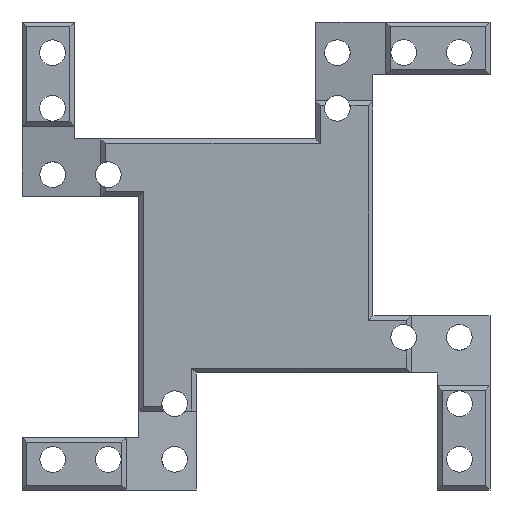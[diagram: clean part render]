
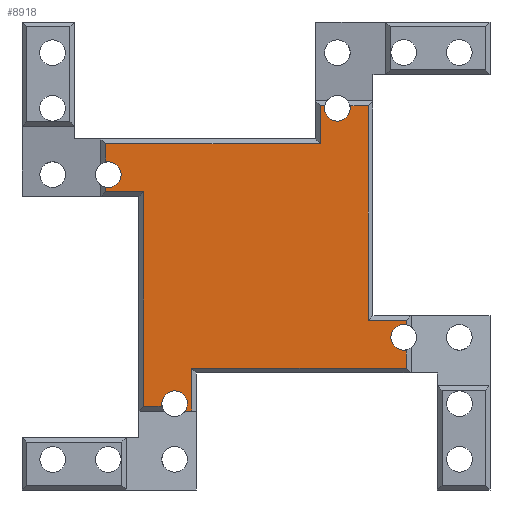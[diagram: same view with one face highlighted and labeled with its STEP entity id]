
A CAD part, front view. The second image highlights one B-rep face of the part: STEP entity #8918.
In plain terms, the highlighted planar face has unit normal (0, -1, 0).
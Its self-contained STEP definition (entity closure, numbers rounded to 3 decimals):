
#856=LINE('',#14796,#1781);
#859=LINE('',#14802,#1784);
#862=LINE('',#14808,#1787);
#864=LINE('',#14812,#1789);
#866=LINE('',#14822,#1791);
#867=LINE('',#14824,#1792);
#868=LINE('',#14826,#1793);
#869=LINE('',#14828,#1794);
#870=LINE('',#14834,#1795);
#871=LINE('',#14836,#1796);
#872=LINE('',#14838,#1797);
#873=LINE('',#14840,#1798);
#874=LINE('',#14846,#1799);
#875=LINE('',#14848,#1800);
#876=LINE('',#14850,#1801);
#877=LINE('',#14852,#1802);
#1781=VECTOR('',#10877,10.);
#1784=VECTOR('',#10882,10.);
#1787=VECTOR('',#10887,10.);
#1789=VECTOR('',#10891,10.);
#1791=VECTOR('',#10901,10.);
#1792=VECTOR('',#10902,10.);
#1793=VECTOR('',#10903,10.);
#1794=VECTOR('',#10904,10.);
#1795=VECTOR('',#10909,10.);
#1796=VECTOR('',#10910,10.);
#1797=VECTOR('',#10911,10.);
#1798=VECTOR('',#10912,10.);
#1799=VECTOR('',#10917,10.);
#1800=VECTOR('',#10918,10.);
#1801=VECTOR('',#10919,10.);
#1802=VECTOR('',#10920,10.);
#2498=PLANE('',#9443);
#2911=FACE_OUTER_BOUND('',#3448,.T.);
#3448=EDGE_LOOP('',(#7518,#7519,#7520,#7521,#7522,#7523,#7524,#7525,#7526,
#7527,#7528,#7529,#7530,#7531,#7532,#7533,#7534,#7535,#7536,#7537,#7538,
#7539,#7540,#7541));
#3817=CIRCLE('',#9444,2.2);
#3818=CIRCLE('',#9445,2.2);
#3819=CIRCLE('',#9446,2.2);
#3820=CIRCLE('',#9447,2.2);
#3821=CIRCLE('',#9448,2.2);
#3822=CIRCLE('',#9449,2.2);
#3823=CIRCLE('',#9450,2.2);
#3824=CIRCLE('',#9451,2.2);
#4452=VERTEX_POINT('',#14793);
#4453=VERTEX_POINT('',#14795);
#4455=VERTEX_POINT('',#14801);
#4457=VERTEX_POINT('',#14807);
#4458=VERTEX_POINT('',#14811);
#4460=VERTEX_POINT('',#14817);
#4461=VERTEX_POINT('',#14819);
#4462=VERTEX_POINT('',#14821);
#4463=VERTEX_POINT('',#14823);
#4464=VERTEX_POINT('',#14825);
#4465=VERTEX_POINT('',#14827);
#4466=VERTEX_POINT('',#14829);
#4467=VERTEX_POINT('',#14831);
#4468=VERTEX_POINT('',#14833);
#4469=VERTEX_POINT('',#14835);
#4470=VERTEX_POINT('',#14837);
#4471=VERTEX_POINT('',#14839);
#4472=VERTEX_POINT('',#14841);
#4473=VERTEX_POINT('',#14843);
#4474=VERTEX_POINT('',#14845);
#4475=VERTEX_POINT('',#14847);
#4476=VERTEX_POINT('',#14849);
#4477=VERTEX_POINT('',#14851);
#4478=VERTEX_POINT('',#14853);
#5542=EDGE_CURVE('',#4452,#4453,#856,.T.);
#5545=EDGE_CURVE('',#4453,#4455,#859,.T.);
#5548=EDGE_CURVE('',#4455,#4457,#862,.T.);
#5550=EDGE_CURVE('',#4457,#4458,#864,.T.);
#5553=EDGE_CURVE('',#4452,#4460,#3817,.T.);
#5554=EDGE_CURVE('',#4460,#4461,#3818,.T.);
#5555=EDGE_CURVE('',#4461,#4462,#866,.T.);
#5556=EDGE_CURVE('',#4463,#4462,#867,.T.);
#5557=EDGE_CURVE('',#4464,#4463,#868,.T.);
#5558=EDGE_CURVE('',#4465,#4464,#869,.T.);
#5559=EDGE_CURVE('',#4465,#4466,#3819,.T.);
#5560=EDGE_CURVE('',#4466,#4467,#3820,.T.);
#5561=EDGE_CURVE('',#4468,#4467,#870,.T.);
#5562=EDGE_CURVE('',#4469,#4468,#871,.T.);
#5563=EDGE_CURVE('',#4470,#4469,#872,.T.);
#5564=EDGE_CURVE('',#4471,#4470,#873,.T.);
#5565=EDGE_CURVE('',#4471,#4472,#3821,.T.);
#5566=EDGE_CURVE('',#4472,#4473,#3822,.T.);
#5567=EDGE_CURVE('',#4474,#4473,#874,.T.);
#5568=EDGE_CURVE('',#4475,#4474,#875,.T.);
#5569=EDGE_CURVE('',#4476,#4475,#876,.T.);
#5570=EDGE_CURVE('',#4477,#4476,#877,.T.);
#5571=EDGE_CURVE('',#4477,#4478,#3823,.T.);
#5572=EDGE_CURVE('',#4478,#4458,#3824,.T.);
#7518=ORIENTED_EDGE('',*,*,#5550,.F.);
#7519=ORIENTED_EDGE('',*,*,#5548,.F.);
#7520=ORIENTED_EDGE('',*,*,#5545,.F.);
#7521=ORIENTED_EDGE('',*,*,#5542,.F.);
#7522=ORIENTED_EDGE('',*,*,#5553,.T.);
#7523=ORIENTED_EDGE('',*,*,#5554,.T.);
#7524=ORIENTED_EDGE('',*,*,#5555,.T.);
#7525=ORIENTED_EDGE('',*,*,#5556,.F.);
#7526=ORIENTED_EDGE('',*,*,#5557,.F.);
#7527=ORIENTED_EDGE('',*,*,#5558,.F.);
#7528=ORIENTED_EDGE('',*,*,#5559,.T.);
#7529=ORIENTED_EDGE('',*,*,#5560,.T.);
#7530=ORIENTED_EDGE('',*,*,#5561,.F.);
#7531=ORIENTED_EDGE('',*,*,#5562,.F.);
#7532=ORIENTED_EDGE('',*,*,#5563,.F.);
#7533=ORIENTED_EDGE('',*,*,#5564,.F.);
#7534=ORIENTED_EDGE('',*,*,#5565,.T.);
#7535=ORIENTED_EDGE('',*,*,#5566,.T.);
#7536=ORIENTED_EDGE('',*,*,#5567,.F.);
#7537=ORIENTED_EDGE('',*,*,#5568,.F.);
#7538=ORIENTED_EDGE('',*,*,#5569,.F.);
#7539=ORIENTED_EDGE('',*,*,#5570,.F.);
#7540=ORIENTED_EDGE('',*,*,#5571,.T.);
#7541=ORIENTED_EDGE('',*,*,#5572,.T.);
#8918=ADVANCED_FACE('',(#2911),#2498,.F.);
#9443=AXIS2_PLACEMENT_3D('',#14816,#10895,#10896);
#9444=AXIS2_PLACEMENT_3D('',#14818,#10897,#10898);
#9445=AXIS2_PLACEMENT_3D('',#14820,#10899,#10900);
#9446=AXIS2_PLACEMENT_3D('',#14830,#10905,#10906);
#9447=AXIS2_PLACEMENT_3D('',#14832,#10907,#10908);
#9448=AXIS2_PLACEMENT_3D('',#14842,#10913,#10914);
#9449=AXIS2_PLACEMENT_3D('',#14844,#10915,#10916);
#9450=AXIS2_PLACEMENT_3D('',#14854,#10921,#10922);
#9451=AXIS2_PLACEMENT_3D('',#14855,#10923,#10924);
#10877=DIRECTION('',(-1.,0.,0.));
#10882=DIRECTION('',(0.,0.,1.));
#10887=DIRECTION('',(-1.,0.,0.));
#10891=DIRECTION('',(0.,0.,1.));
#10895=DIRECTION('center_axis',(0.,1.,0.));
#10896=DIRECTION('ref_axis',(0.,0.,1.));
#10897=DIRECTION('center_axis',(0.,1.,0.));
#10898=DIRECTION('ref_axis',(-1.,0.,0.));
#10899=DIRECTION('center_axis',(0.,1.,0.));
#10900=DIRECTION('ref_axis',(-1.,0.,0.));
#10901=DIRECTION('',(1.,0.,0.));
#10902=DIRECTION('',(0.,0.,-1.));
#10903=DIRECTION('',(-1.,0.,0.));
#10904=DIRECTION('',(0.,0.,-1.));
#10905=DIRECTION('center_axis',(0.,1.,0.));
#10906=DIRECTION('ref_axis',(0.,0.,-1.));
#10907=DIRECTION('center_axis',(0.,1.,0.));
#10908=DIRECTION('ref_axis',(0.,0.,-1.));
#10909=DIRECTION('',(0.,0.,-1.));
#10910=DIRECTION('',(1.,0.,0.));
#10911=DIRECTION('',(0.,0.,-1.));
#10912=DIRECTION('',(1.,0.,0.));
#10913=DIRECTION('center_axis',(0.,1.,0.));
#10914=DIRECTION('ref_axis',(1.,0.,0.));
#10915=DIRECTION('center_axis',(0.,1.,0.));
#10916=DIRECTION('ref_axis',(1.,0.,0.));
#10917=DIRECTION('',(1.,0.,0.));
#10918=DIRECTION('',(0.,0.,1.));
#10919=DIRECTION('',(1.,0.,0.));
#10920=DIRECTION('',(0.,0.,1.));
#10921=DIRECTION('center_axis',(0.,1.,0.));
#10922=DIRECTION('ref_axis',(0.,0.,1.));
#10923=DIRECTION('center_axis',(0.,1.,0.));
#10924=DIRECTION('ref_axis',(0.,0.,1.));
#14793=CARTESIAN_POINT('',(-16.053,-105.,-25.7));
#14795=CARTESIAN_POINT('',(-19.2,-105.,-25.7));
#14796=CARTESIAN_POINT('',(-11.075,-105.,-25.7));
#14801=CARTESIAN_POINT('',(-19.2,-105.,11.));
#14802=CARTESIAN_POINT('',(-19.2,-105.,-10.));
#14807=CARTESIAN_POINT('',(-25.7,-105.,11.));
#14808=CARTESIAN_POINT('',(-10.,-105.,11.));
#14811=CARTESIAN_POINT('',(-25.7,-105.,11.747));
#14812=CARTESIAN_POINT('',(-25.7,-105.,6.95));
#14816=CARTESIAN_POINT('Origin',(0.,-105.,0.));
#14817=CARTESIAN_POINT('',(-11.7,-105.,-25.25));
#14818=CARTESIAN_POINT('Origin',(-13.9,-105.,-25.25));
#14819=CARTESIAN_POINT('',(-12.09,-105.,-26.5));
#14820=CARTESIAN_POINT('Origin',(-13.9,-105.,-25.25));
#14821=CARTESIAN_POINT('',(-11.,-105.,-26.5));
#14822=CARTESIAN_POINT('',(-6.95,-105.,-26.5));
#14823=CARTESIAN_POINT('',(-11.,-105.,-19.2));
#14824=CARTESIAN_POINT('',(-11.,-105.,-10.));
#14825=CARTESIAN_POINT('',(25.7,-105.,-19.2));
#14826=CARTESIAN_POINT('',(10.,-105.,-19.2));
#14827=CARTESIAN_POINT('',(25.7,-105.,-16.053));
#14828=CARTESIAN_POINT('',(25.7,-105.,-11.075));
#14829=CARTESIAN_POINT('',(25.25,-105.,-11.7));
#14830=CARTESIAN_POINT('Origin',(25.25,-105.,-13.9));
#14831=CARTESIAN_POINT('',(25.7,-105.,-11.747));
#14832=CARTESIAN_POINT('Origin',(25.25,-105.,-13.9));
#14833=CARTESIAN_POINT('',(25.7,-105.,-11.));
#14834=CARTESIAN_POINT('',(25.7,-105.,-6.95));
#14835=CARTESIAN_POINT('',(19.2,-105.,-11.));
#14836=CARTESIAN_POINT('',(10.,-105.,-11.));
#14837=CARTESIAN_POINT('',(19.2,-105.,25.7));
#14838=CARTESIAN_POINT('',(19.2,-105.,10.));
#14839=CARTESIAN_POINT('',(16.053,-105.,25.7));
#14840=CARTESIAN_POINT('',(11.075,-105.,25.7));
#14841=CARTESIAN_POINT('',(11.7,-105.,25.25));
#14842=CARTESIAN_POINT('Origin',(13.9,-105.,25.25));
#14843=CARTESIAN_POINT('',(11.747,-105.,25.7));
#14844=CARTESIAN_POINT('Origin',(13.9,-105.,25.25));
#14845=CARTESIAN_POINT('',(11.,-105.,25.7));
#14846=CARTESIAN_POINT('',(6.95,-105.,25.7));
#14847=CARTESIAN_POINT('',(11.,-105.,19.2));
#14848=CARTESIAN_POINT('',(11.,-105.,10.));
#14849=CARTESIAN_POINT('',(-25.7,-105.,19.2));
#14850=CARTESIAN_POINT('',(-10.,-105.,19.2));
#14851=CARTESIAN_POINT('',(-25.7,-105.,16.053));
#14852=CARTESIAN_POINT('',(-25.7,-105.,11.075));
#14853=CARTESIAN_POINT('',(-25.25,-105.,11.7));
#14854=CARTESIAN_POINT('Origin',(-25.25,-105.,13.9));
#14855=CARTESIAN_POINT('Origin',(-25.25,-105.,13.9));
